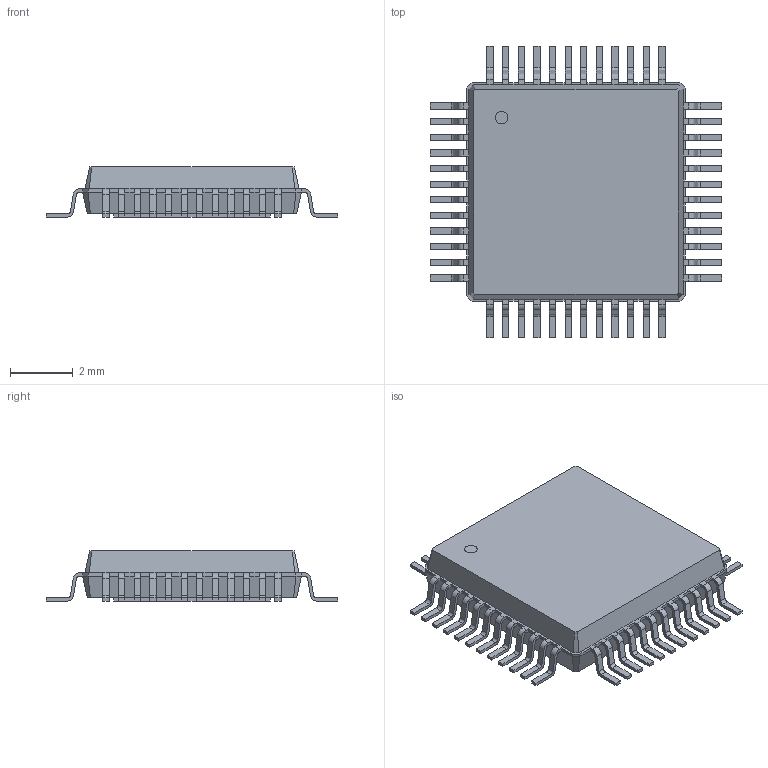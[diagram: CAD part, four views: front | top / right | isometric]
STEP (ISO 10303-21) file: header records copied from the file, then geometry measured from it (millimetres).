
FILE_DESCRIPTION(/* description */ ('model of TQFP-48-1EP_7x7mm_P0.5mm_EP5x5mm'),/* implementation_level */ '2;1');
FILE_NAME(/* name */ 'TQFP-48-1EP_7x7mm_P0.5mm_EP5x5mm.step',/* time_stamp */ '1970-01-01T00:00:00',/* author */ ('KiCAD','kicad'),/* organization */ ('OCCT'),/* preprocessor_version */ '',/* originating_system */ 'KiCAD',/* authorisation */ '');
FILE_SCHEMA(('AUTOMOTIVE_DESIGN { 1 0 10303 214 1 1 1 1 }'));
Length unit declared in the file: millimetre
Products named in the file (1): TQFP-48-1EP_7x7mm_P0.5mm_EP5x5mm
Bounding box: 9.32 x 9.32 x 1.6 mm (x, y, z)
Volume: 73.3 mm3; surface area: 183.5 mm2
Topology: 1 solids, 1 shells, 752 faces, 2045 edges, 1297 vertices
Faces by surface type: plane 544, cylinder 192, bspline 16
Entity records: 15077 total; most frequent: ORIENTED_EDGE 3500, EDGE_CURVE 2045, CARTESIAN_POINT 1780, LINE 1300, VERTEX_POINT 1297, AXIS2_PLACEMENT_3D 955, FACE_BOUND 754, EDGE_LOOP 754
